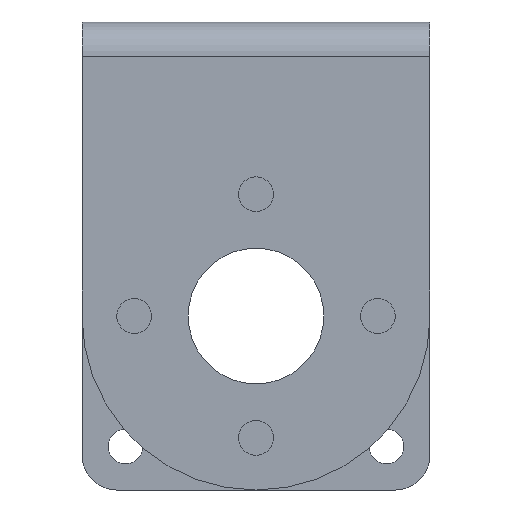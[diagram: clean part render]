
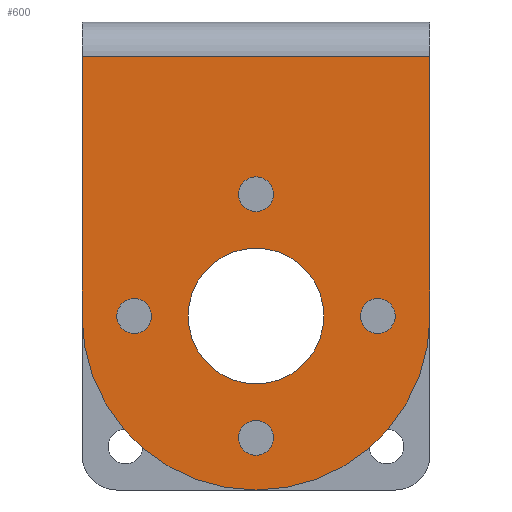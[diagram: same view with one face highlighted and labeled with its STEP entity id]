
A CAD part, left-side view. The second image highlights one B-rep face of the part: STEP entity #600.
In plain terms, the highlighted planar face has unit normal (-1, 0, 0).
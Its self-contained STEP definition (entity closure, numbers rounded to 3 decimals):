
#25=FACE_BOUND('',#113,.T.);
#26=FACE_BOUND('',#114,.T.);
#27=FACE_BOUND('',#115,.T.);
#28=FACE_BOUND('',#116,.T.);
#29=FACE_BOUND('',#117,.T.);
#49=PLANE('',#678);
#73=FACE_OUTER_BOUND('',#112,.T.);
#112=EDGE_LOOP('',(#493,#494,#495,#496));
#113=EDGE_LOOP('',(#497));
#114=EDGE_LOOP('',(#498));
#115=EDGE_LOOP('',(#499));
#116=EDGE_LOOP('',(#500));
#117=EDGE_LOOP('',(#501));
#153=LINE('',#914,#194);
#154=LINE('',#918,#195);
#173=LINE('',#1009,#214);
#194=VECTOR('',#726,10.);
#195=VECTOR('',#731,10.);
#214=VECTOR('',#836,10.);
#247=CIRCLE('',#661,1.);
#249=CIRCLE('',#664,1.);
#251=CIRCLE('',#667,10.);
#253=CIRCLE('',#670,1.);
#255=CIRCLE('',#673,3.9);
#257=CIRCLE('',#676,1.);
#280=VERTEX_POINT('',#911);
#281=VERTEX_POINT('',#913);
#282=VERTEX_POINT('',#917);
#300=VERTEX_POINT('',#973);
#302=VERTEX_POINT('',#979);
#304=VERTEX_POINT('',#985);
#306=VERTEX_POINT('',#991);
#308=VERTEX_POINT('',#997);
#310=VERTEX_POINT('',#1003);
#336=EDGE_CURVE('',#280,#281,#153,.T.);
#338=EDGE_CURVE('',#281,#282,#154,.T.);
#366=EDGE_CURVE('',#300,#300,#247,.T.);
#369=EDGE_CURVE('',#302,#302,#249,.T.);
#372=EDGE_CURVE('',#280,#304,#251,.T.);
#375=EDGE_CURVE('',#306,#306,#253,.T.);
#378=EDGE_CURVE('',#308,#308,#255,.T.);
#381=EDGE_CURVE('',#310,#310,#257,.T.);
#384=EDGE_CURVE('',#282,#304,#173,.T.);
#493=ORIENTED_EDGE('',*,*,#338,.F.);
#494=ORIENTED_EDGE('',*,*,#336,.F.);
#495=ORIENTED_EDGE('',*,*,#372,.T.);
#496=ORIENTED_EDGE('',*,*,#384,.F.);
#497=ORIENTED_EDGE('',*,*,#381,.T.);
#498=ORIENTED_EDGE('',*,*,#378,.T.);
#499=ORIENTED_EDGE('',*,*,#375,.T.);
#500=ORIENTED_EDGE('',*,*,#369,.T.);
#501=ORIENTED_EDGE('',*,*,#366,.T.);
#600=ADVANCED_FACE('',(#73,#25,#26,#27,#28,#29),#49,.T.);
#661=AXIS2_PLACEMENT_3D('',#974,#794,#795);
#664=AXIS2_PLACEMENT_3D('',#980,#801,#802);
#667=AXIS2_PLACEMENT_3D('',#986,#808,#809);
#670=AXIS2_PLACEMENT_3D('',#992,#815,#816);
#673=AXIS2_PLACEMENT_3D('',#998,#822,#823);
#676=AXIS2_PLACEMENT_3D('',#1004,#829,#830);
#678=AXIS2_PLACEMENT_3D('',#1008,#834,#835);
#726=DIRECTION('',(0.,0.,1.));
#731=DIRECTION('',(0.,-1.,0.));
#794=DIRECTION('center_axis',(1.,0.,0.));
#795=DIRECTION('ref_axis',(0.,0.,1.));
#801=DIRECTION('center_axis',(1.,0.,0.));
#802=DIRECTION('ref_axis',(0.,0.,1.));
#808=DIRECTION('center_axis',(-1.,0.,0.));
#809=DIRECTION('ref_axis',(0.,0.,1.));
#815=DIRECTION('center_axis',(1.,0.,0.));
#816=DIRECTION('ref_axis',(0.,0.,1.));
#822=DIRECTION('center_axis',(1.,0.,0.));
#823=DIRECTION('ref_axis',(0.,0.,1.));
#829=DIRECTION('center_axis',(1.,0.,0.));
#830=DIRECTION('ref_axis',(0.,0.,1.));
#834=DIRECTION('center_axis',(-1.,0.,0.));
#835=DIRECTION('ref_axis',(0.,0.,1.));
#836=DIRECTION('',(0.,0.,-1.));
#911=CARTESIAN_POINT('',(-22.25,20.,-3.45));
#913=CARTESIAN_POINT('',(-22.25,20.,11.45));
#914=CARTESIAN_POINT('',(-22.25,20.,13.45));
#917=CARTESIAN_POINT('',(-22.25,0.,11.45));
#918=CARTESIAN_POINT('',(-22.25,0.,11.45));
#973=CARTESIAN_POINT('',(-22.25,3.,-4.45));
#974=CARTESIAN_POINT('Origin',(-22.25,3.,-3.45));
#979=CARTESIAN_POINT('',(-22.25,10.,-11.45));
#980=CARTESIAN_POINT('Origin',(-22.25,10.,-10.45));
#985=CARTESIAN_POINT('',(-22.25,0.,-3.45));
#986=CARTESIAN_POINT('Origin',(-22.25,10.,-3.45));
#991=CARTESIAN_POINT('',(-22.25,10.,2.55));
#992=CARTESIAN_POINT('Origin',(-22.25,10.,3.55));
#997=CARTESIAN_POINT('',(-22.25,10.,-7.35));
#998=CARTESIAN_POINT('Origin',(-22.25,10.,-3.45));
#1003=CARTESIAN_POINT('',(-22.25,17.,-4.45));
#1004=CARTESIAN_POINT('Origin',(-22.25,17.,-3.45));
#1008=CARTESIAN_POINT('Origin',(-22.25,0.,-13.45));
#1009=CARTESIAN_POINT('',(-22.25,0.,13.45));
